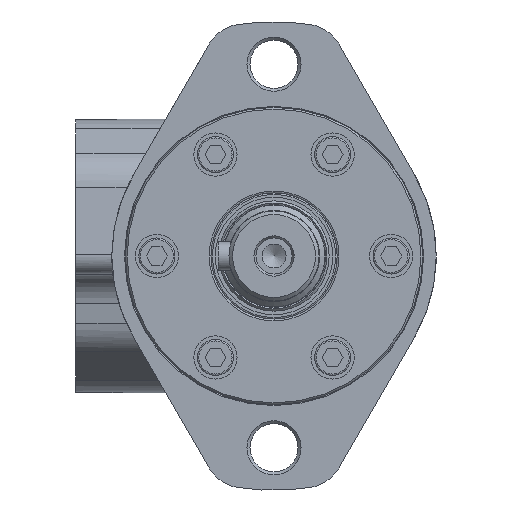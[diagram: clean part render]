
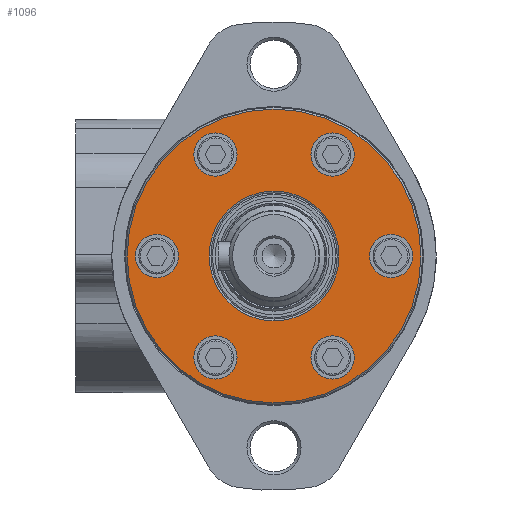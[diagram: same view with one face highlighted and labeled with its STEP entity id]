
A CAD part, left-side view. The second image highlights one B-rep face of the part: STEP entity #1096.
In plain terms, the highlighted planar face has unit normal (-1, 0, 0).
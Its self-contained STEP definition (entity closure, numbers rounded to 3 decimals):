
#1096 = ADVANCED_FACE( '', ( #2308, #2309, #2310, #2311, #2312, #2313, #2314, #2315 ), #2316, .F. );
#2308 = FACE_OUTER_BOUND( '', #3631, .T. );
#2309 = FACE_BOUND( '', #3632, .T. );
#2310 = FACE_BOUND( '', #3633, .T. );
#2311 = FACE_BOUND( '', #3634, .T. );
#2312 = FACE_BOUND( '', #3635, .T. );
#2313 = FACE_BOUND( '', #3636, .T. );
#2314 = FACE_BOUND( '', #3637, .T. );
#2315 = FACE_BOUND( '', #3638, .T. );
#2316 = PLANE( '', #3639 );
#3631 = EDGE_LOOP( '', ( #6243 ) );
#3632 = EDGE_LOOP( '', ( #6244 ) );
#3633 = EDGE_LOOP( '', ( #6245 ) );
#3634 = EDGE_LOOP( '', ( #6246 ) );
#3635 = EDGE_LOOP( '', ( #6247 ) );
#3636 = EDGE_LOOP( '', ( #6248 ) );
#3637 = EDGE_LOOP( '', ( #6249 ) );
#3638 = EDGE_LOOP( '', ( #6250 ) );
#3639 = AXIS2_PLACEMENT_3D( '', #6251, #6252, #6253 );
#6243 = ORIENTED_EDGE( '', *, *, #7587, .F. );
#6244 = ORIENTED_EDGE( '', *, *, #7779, .F. );
#6245 = ORIENTED_EDGE( '', *, *, #8058, .T. );
#6246 = ORIENTED_EDGE( '', *, *, #8059, .T. );
#6247 = ORIENTED_EDGE( '', *, *, #7940, .T. );
#6248 = ORIENTED_EDGE( '', *, *, #7313, .T. );
#6249 = ORIENTED_EDGE( '', *, *, #7765, .T. );
#6250 = ORIENTED_EDGE( '', *, *, #8060, .T. );
#6251 = CARTESIAN_POINT( '', ( 0., 0., 0. ) );
#6252 = DIRECTION( '', ( 1., 0., 0. ) );
#6253 = DIRECTION( '', ( 0., 0., -1. ) );
#7313 = EDGE_CURVE( '', #8650, #8650, #8651, .T. );
#7587 = EDGE_CURVE( '', #9085, #9085, #9086, .T. );
#7765 = EDGE_CURVE( '', #9338, #9338, #9339, .T. );
#7779 = EDGE_CURVE( '', #9356, #9356, #9357, .F. );
#7940 = EDGE_CURVE( '', #9567, #9567, #9568, .T. );
#8058 = EDGE_CURVE( '', #9705, #9705, #9706, .T. );
#8059 = EDGE_CURVE( '', #9707, #9707, #9708, .T. );
#8060 = EDGE_CURVE( '', #9709, #9709, #9710, .T. );
#8650 = VERTEX_POINT( '', #10793 );
#8651 = CIRCLE( '', #10794, 6. );
#9085 = VERTEX_POINT( '', #11649 );
#9086 = CIRCLE( '', #11650, 40.75 );
#9338 = VERTEX_POINT( '', #12122 );
#9339 = CIRCLE( '', #12123, 6. );
#9356 = VERTEX_POINT( '', #12150 );
#9357 = CIRCLE( '', #12151, 6. );
#9567 = VERTEX_POINT( '', #12651 );
#9568 = CIRCLE( '', #12652, 6. );
#9705 = VERTEX_POINT( '', #12922 );
#9706 = CIRCLE( '', #12923, 6. );
#9707 = VERTEX_POINT( '', #12924 );
#9708 = CIRCLE( '', #12925, 6. );
#9709 = VERTEX_POINT( '', #12926 );
#9710 = CIRCLE( '', #12927, 18. );
#10793 = CARTESIAN_POINT( '', ( 0., -16.25, 22.146 ) );
#10794 = AXIS2_PLACEMENT_3D( '', #13438, #13439, #13440 );
#11649 = CARTESIAN_POINT( '', ( 0., 0., -40.75 ) );
#11650 = AXIS2_PLACEMENT_3D( '', #13754, #13755, #13756 );
#12122 = CARTESIAN_POINT( '', ( 0., 16.25, 22.146 ) );
#12123 = AXIS2_PLACEMENT_3D( '', #13972, #13973, #13974 );
#12150 = CARTESIAN_POINT( '', ( 0., 32.5, -6. ) );
#12151 = AXIS2_PLACEMENT_3D( '', #13986, #13987, #13988 );
#12651 = CARTESIAN_POINT( '', ( 0., -32.5, -6. ) );
#12652 = AXIS2_PLACEMENT_3D( '', #14175, #14176, #14177 );
#12922 = CARTESIAN_POINT( '', ( 0., 16.25, -34.146 ) );
#12923 = AXIS2_PLACEMENT_3D( '', #14253, #14254, #14255 );
#12924 = CARTESIAN_POINT( '', ( 0., -16.25, -34.146 ) );
#12925 = AXIS2_PLACEMENT_3D( '', #14256, #14257, #14258 );
#12926 = CARTESIAN_POINT( '', ( 0., 0., -18. ) );
#12927 = AXIS2_PLACEMENT_3D( '', #14259, #14260, #14261 );
#13438 = CARTESIAN_POINT( '', ( 0., -16.25, 28.146 ) );
#13439 = DIRECTION( '', ( 1., 0., 0. ) );
#13440 = DIRECTION( '', ( 0., 0., -1. ) );
#13754 = CARTESIAN_POINT( '', ( 0., 0., 0. ) );
#13755 = DIRECTION( '', ( 1., 0., 0. ) );
#13756 = DIRECTION( '', ( 0., 0., -1. ) );
#13972 = CARTESIAN_POINT( '', ( 0., 16.25, 28.146 ) );
#13973 = DIRECTION( '', ( 1., 0., 0. ) );
#13974 = DIRECTION( '', ( 0., 0., -1. ) );
#13986 = CARTESIAN_POINT( '', ( 0., 32.5, 0. ) );
#13987 = DIRECTION( '', ( 1., 0., 0. ) );
#13988 = DIRECTION( '', ( 0., 0., -1. ) );
#14175 = CARTESIAN_POINT( '', ( 0., -32.5, 0. ) );
#14176 = DIRECTION( '', ( 1., 0., 0. ) );
#14177 = DIRECTION( '', ( 0., 0., -1. ) );
#14253 = CARTESIAN_POINT( '', ( 0., 16.25, -28.146 ) );
#14254 = DIRECTION( '', ( 1., 0., 0. ) );
#14255 = DIRECTION( '', ( 0., 0., -1. ) );
#14256 = CARTESIAN_POINT( '', ( 0., -16.25, -28.146 ) );
#14257 = DIRECTION( '', ( 1., 0., 0. ) );
#14258 = DIRECTION( '', ( 0., 0., -1. ) );
#14259 = CARTESIAN_POINT( '', ( 0., 0., 0. ) );
#14260 = DIRECTION( '', ( 1., 0., 0. ) );
#14261 = DIRECTION( '', ( 0., 0., -1. ) );
